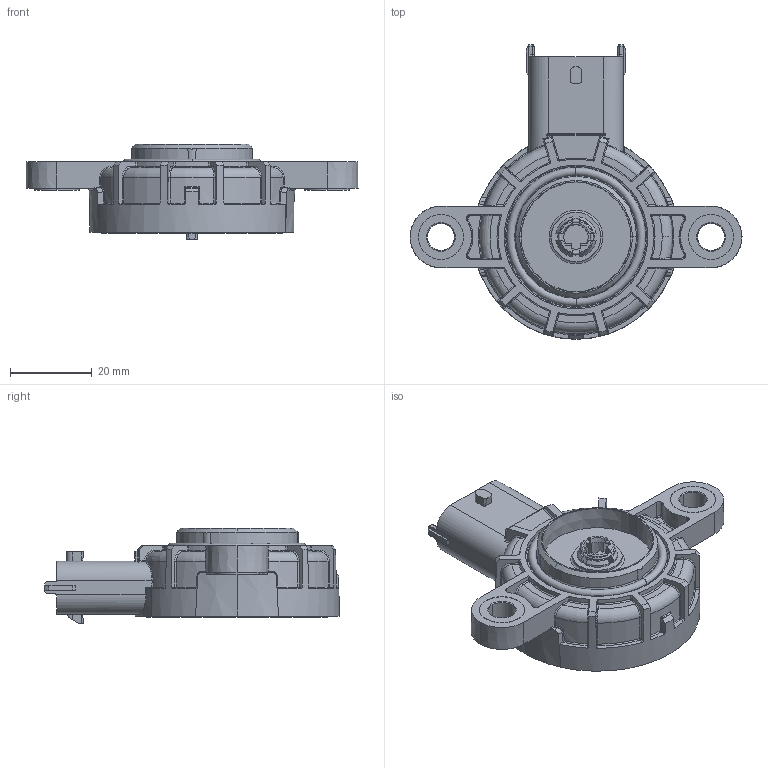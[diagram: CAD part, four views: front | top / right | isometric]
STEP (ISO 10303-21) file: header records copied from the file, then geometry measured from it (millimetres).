
FILE_DESCRIPTION (( 'STEP AP214' ), '1' );
FILE_NAME ('RSC66.STEP', '2011-01-27T11:49:27', ( 'novotechnik' ), ( 'novotechnik' ), 'SwSTEP 2.0', 'SolidWorks 2010', '' );
FILE_SCHEMA (( 'AUTOMOTIVE_DESIGN' ));
Length unit declared in the file: millimetre
Products named in the file (1): RSC66
Bounding box: 81.11 x 72 x 23.4 mm (x, y, z)
Surface area: 14213.1 mm2 (no closed solid volume)
Topology: 0 solids, 9 shells, 638 faces, 1698 edges, 1056 vertices
Faces by surface type: plane 177, cylinder 119, cone 116, bspline 92, torus 83, sphere 51
Entity records: 29842 total; most frequent: CARTESIAN_POINT 7959, ORIENTED_EDGE 3168, DIRECTION 3003, EDGE_CURVE 1698, AXIS2_PLACEMENT_3D 1221, VERTEX_POINT 1056, CIRCLE 674, EDGE_LOOP 657
